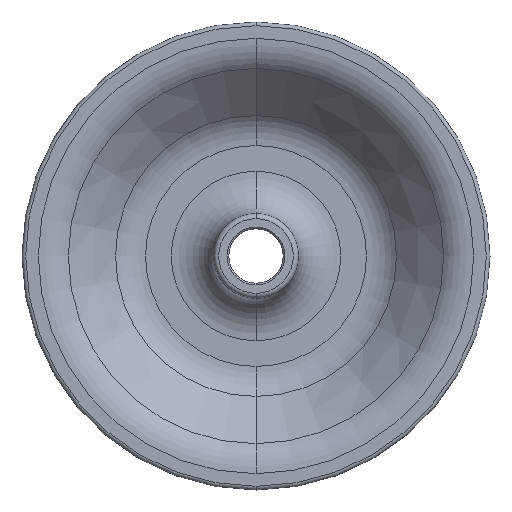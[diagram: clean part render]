
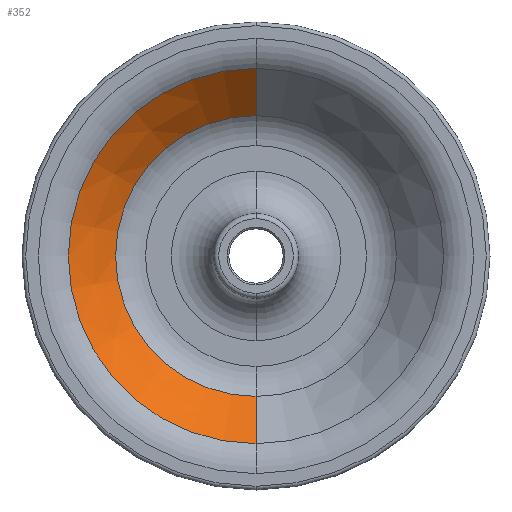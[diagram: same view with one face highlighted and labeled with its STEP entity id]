
A CAD part, front view. The second image highlights one B-rep face of the part: STEP entity #352.
In plain terms, the highlighted conical face has half-angle 45 degrees and reference radius 118 mm.
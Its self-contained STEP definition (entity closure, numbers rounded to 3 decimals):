
#19 = FACE_OUTER_BOUND ( 'NONE', #107, .T. ) ;
#61 = AXIS2_PLACEMENT_3D ( 'NONE', #661, #854, #959 ) ;
#90 = LINE ( 'NONE', #684, #798 ) ;
#94 = CARTESIAN_POINT ( 'NONE',  ( 0., -55., -118. ) ) ;
#96 = DIRECTION ( 'NONE',  ( 0., -0.707, -0.707 ) ) ;
#107 = EDGE_LOOP ( 'NONE', ( #1136, #1246, #425, #1226 ) ) ;
#111 = EDGE_CURVE ( 'NONE', #1271, #287, #90, .T. ) ;
#164 = VECTOR ( 'NONE', #96, 1000. ) ;
#167 = AXIS2_PLACEMENT_3D ( 'NONE', #940, #721, #531 ) ;
#177 = EDGE_CURVE ( 'NONE', #409, #499, #1290, .T. ) ;
#222 = DIRECTION ( 'NONE',  ( 0., 0., -1. ) ) ;
#287 = VERTEX_POINT ( 'NONE', #741 ) ;
#345 = CARTESIAN_POINT ( 'NONE',  ( 0., -19.822, 82.822 ) ) ;
#352 = ADVANCED_FACE ( 'NONE', ( #19 ), #414, .F. ) ;
#409 = VERTEX_POINT ( 'NONE', #667 ) ;
#414 = CONICAL_SURFACE ( 'NONE', #481, 118., 0.785 ) ;
#422 = CARTESIAN_POINT ( 'NONE',  ( 0., -55., 0. ) ) ;
#425 = ORIENTED_EDGE ( 'NONE', *, *, #645, .T. ) ;
#481 = AXIS2_PLACEMENT_3D ( 'NONE', #422, #728, #222 ) ;
#484 = EDGE_CURVE ( 'NONE', #409, #1271, #694, .T. ) ;
#490 = CARTESIAN_POINT ( 'NONE',  ( 0., -47.678, -110.678 ) ) ;
#499 = VERTEX_POINT ( 'NONE', #490 ) ;
#531 = DIRECTION ( 'NONE',  ( 0., 0., 1. ) ) ;
#645 = EDGE_CURVE ( 'NONE', #287, #499, #801, .T. ) ;
#661 = CARTESIAN_POINT ( 'NONE',  ( 0., -19.822, 0. ) ) ;
#667 = CARTESIAN_POINT ( 'NONE',  ( 0., -19.822, -82.822 ) ) ;
#684 = CARTESIAN_POINT ( 'NONE',  ( 0., -55., 118. ) ) ;
#694 = CIRCLE ( 'NONE', #61, 82.822 ) ;
#721 = DIRECTION ( 'NONE',  ( 0., -1., 0. ) ) ;
#728 = DIRECTION ( 'NONE',  ( 0., -1., 0. ) ) ;
#741 = CARTESIAN_POINT ( 'NONE',  ( 0., -47.678, 110.678 ) ) ;
#798 = VECTOR ( 'NONE', #1087, 1000. ) ;
#801 = CIRCLE ( 'NONE', #167, 110.678 ) ;
#854 = DIRECTION ( 'NONE',  ( 0., 1., 0. ) ) ;
#940 = CARTESIAN_POINT ( 'NONE',  ( 0., -47.678, 0. ) ) ;
#959 = DIRECTION ( 'NONE',  ( 0., 0., -1. ) ) ;
#1087 = DIRECTION ( 'NONE',  ( 0., -0.707, 0.707 ) ) ;
#1136 = ORIENTED_EDGE ( 'NONE', *, *, #484, .T. ) ;
#1226 = ORIENTED_EDGE ( 'NONE', *, *, #177, .F. ) ;
#1246 = ORIENTED_EDGE ( 'NONE', *, *, #111, .T. ) ;
#1271 = VERTEX_POINT ( 'NONE', #345 ) ;
#1290 = LINE ( 'NONE', #94, #164 ) ;
